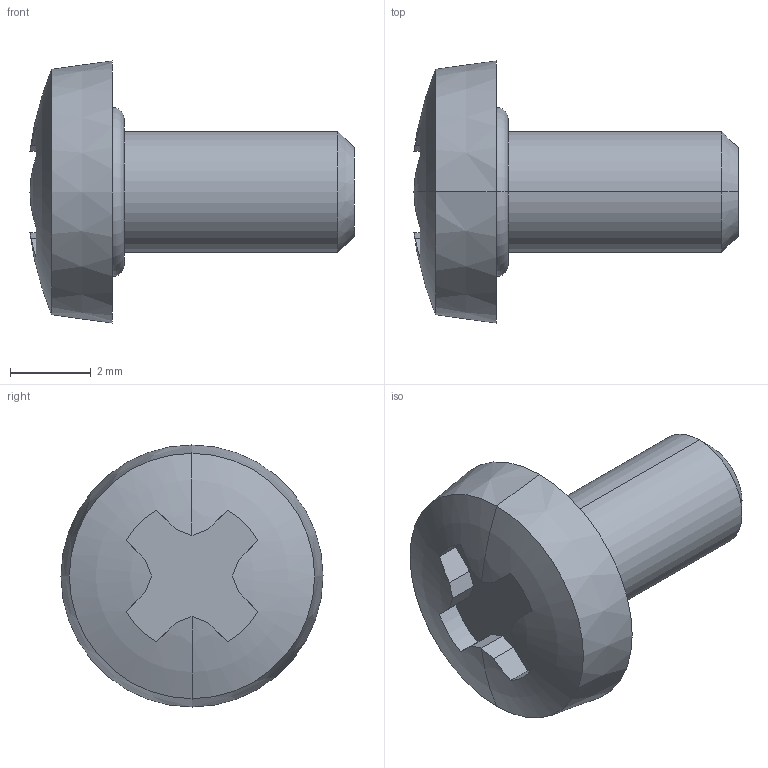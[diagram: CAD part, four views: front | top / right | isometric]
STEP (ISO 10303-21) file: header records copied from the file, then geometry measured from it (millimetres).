
FILE_DESCRIPTION (( 'STEP AP214' ), '1' );
FILE_NAME ('TL_417_M3_6.STEP', '2016-01-22T07:57:21', ( '' ), ( '' ), 'SwSTEP 2.0', 'SolidWorks 2015', '' );
FILE_SCHEMA (( 'AUTOMOTIVE_DESIGN' ));
Length unit declared in the file: millimetre
Products named in the file (2): screw; TL_417_M3_6
Assembly tree (1 placements, depth 2):
  TL_417_M3_6
    screw
Bounding box: 8.04 x 6.5 x 6.5 mm (x, y, z)
Volume: 90.3 mm3; surface area: 185.2 mm2
Topology: 2 solids, 2 shells, 38 faces, 92 edges, 58 vertices
Faces by surface type: plane 20, cylinder 8, torus 6, cone 4
Entity records: 1203 total; most frequent: CARTESIAN_POINT 240, DIRECTION 192, ORIENTED_EDGE 184, EDGE_CURVE 92, AXIS2_PLACEMENT_3D 74, VERTEX_POINT 58, LINE 44, VECTOR 44
